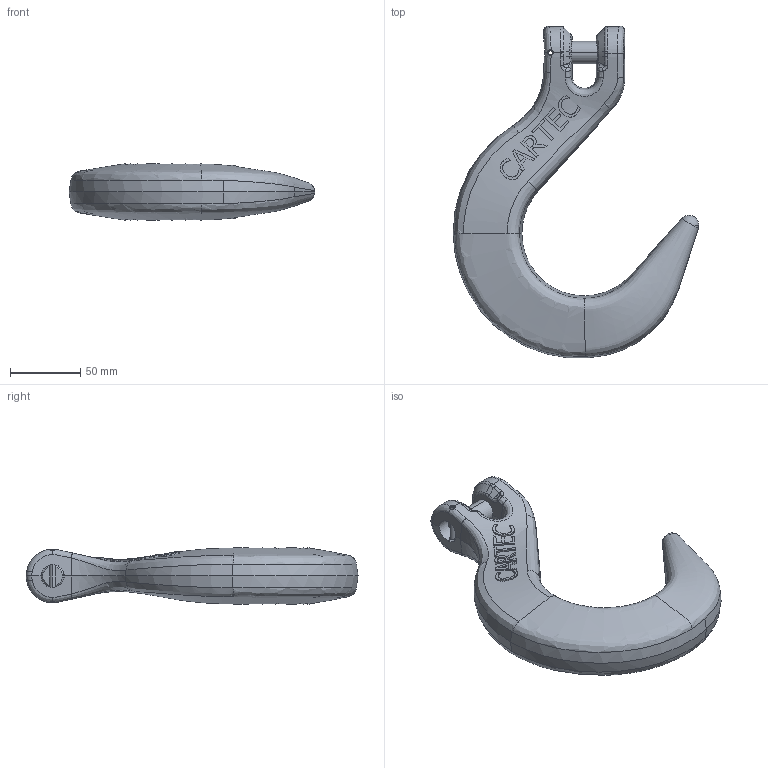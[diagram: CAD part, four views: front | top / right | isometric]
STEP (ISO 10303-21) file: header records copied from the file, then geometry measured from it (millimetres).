
FILE_DESCRIPTION(('STEP AP214'),'1');
FILE_NAME('cyf_13.stp','2018-01-24T07:40:45',('TraceParts'),('TraceParts S.A.'),'Spatial InterOp 3D',' ',' ');
FILE_SCHEMA(('automotive_design'));
Length unit declared in the file: millimetre
Products named in the file (3): cyf_13_1; cyf_13_2; cyf_13_3
Bounding box: 175.25 x 236.81 x 40 mm (x, y, z)
Volume: 468102.2 mm3; surface area: 58506.3 mm2
Topology: 3 solids, 3 shells, 279 faces, 727 edges, 453 vertices
Faces by surface type: bspline 130, plane 81, cylinder 44, cone 20, sphere 4
Entity records: 35272 total; most frequent: CARTESIAN_POINT 27053, ORIENTED_EDGE 1450, DIRECTION 923, EDGE_CURVE 725, VERTEX_POINT 453, AXIS2_PLACEMENT_3D 351, B_SPLINE_CURVE_WITH_KNOTS 305, EDGE_LOOP 290
